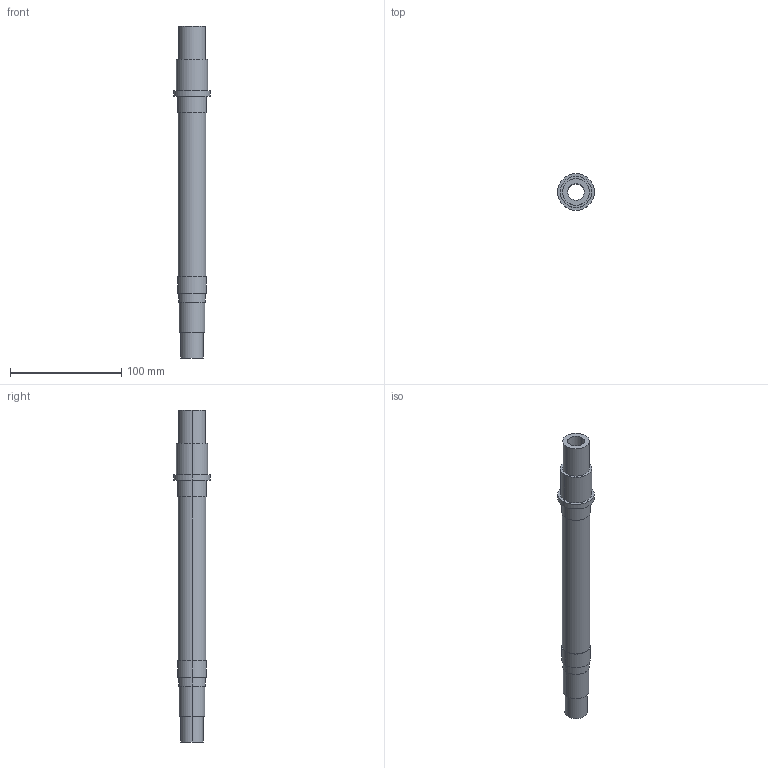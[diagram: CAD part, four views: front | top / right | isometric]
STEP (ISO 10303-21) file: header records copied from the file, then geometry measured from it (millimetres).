
FILE_DESCRIPTION(('CATIA V5 STEP Exchange'),'2;1');
FILE_NAME('axe de direction.stp','2015-10-25T15:21:10+00:00',('none'),('none'),'CATIA Version 5 Release 20 SP 1 (IN-10)','CATIA V5 STEP AP203','none');
FILE_SCHEMA(('CONFIG_CONTROL_DESIGN'));
Length unit declared in the file: millimetre
Products named in the file (1): Colonne de direction
Bounding box: 33 x 33 x 298 mm (x, y, z)
Volume: 92577.2 mm3; surface area: 38718.6 mm2
Topology: 1 solids, 1 shells, 30 faces, 60 edges, 40 vertices
Faces by surface type: cylinder 20, plane 10
Entity records: 750 total; most frequent: ORIENTED_EDGE 120, CARTESIAN_POINT 119, DIRECTION 96, EDGE_CURVE 60, AXIS2_PLACEMENT_3D 59, CIRCLE 40, EDGE_LOOP 40, VERTEX_POINT 40
